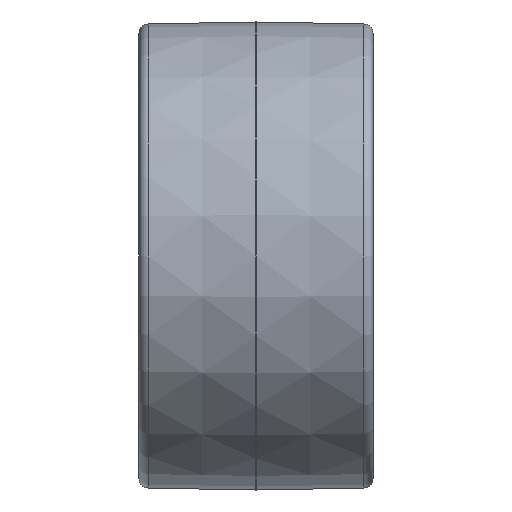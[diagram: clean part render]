
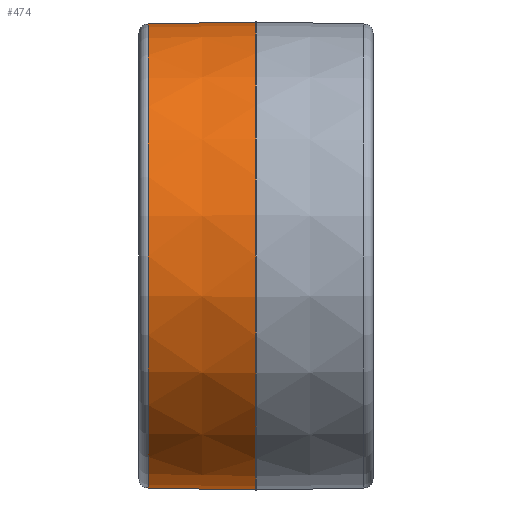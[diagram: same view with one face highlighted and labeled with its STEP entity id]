
A CAD part, left-side view. The second image highlights one B-rep face of the part: STEP entity #474.
In plain terms, the highlighted conical face has half-angle 1 degrees and reference radius 6.35 mm.
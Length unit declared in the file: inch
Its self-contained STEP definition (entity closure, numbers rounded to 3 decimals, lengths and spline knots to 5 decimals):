
#210 = CARTESIAN_POINT ( 'NONE',  ( 0., 0., 0.25 ) ) ;
#474 = ADVANCED_FACE ( 'NONE', ( #8986 ), #7091, .T. ) ;
#784 = VERTEX_POINT ( 'NONE', #32769 ) ;
#894 = DIRECTION ( 'NONE',  ( 0., -1., 0. ) ) ;
#1026 = DIRECTION ( 'NONE',  ( 0., -1., 0. ) ) ;
#1090 = DIRECTION ( 'NONE',  ( 0., 1., 0. ) ) ;
#1916 = AXIS2_PLACEMENT_3D ( 'NONE', #11208, #894, #26811 ) ;
#2666 = VECTOR ( 'NONE', #3316, 39.37008 ) ;
#3316 = DIRECTION ( 'NONE',  ( 0., -1., -0.017 ) ) ;
#4179 = EDGE_CURVE ( 'NONE', #12359, #784, #26179, .T. ) ;
#4471 = CARTESIAN_POINT ( 'NONE',  ( 0., 0.00017, 0.25 ) ) ;
#7091 = CONICAL_SURFACE ( 'NONE', #13038, 0.25, 0.017 ) ;
#7997 = DIRECTION ( 'NONE',  ( 0., -1., 0.017 ) ) ;
#8598 = EDGE_LOOP ( 'NONE', ( #11080, #25452, #28898, #31377 ) ) ;
#8986 = FACE_OUTER_BOUND ( 'NONE', #8598, .T. ) ;
#9207 = CARTESIAN_POINT ( 'NONE',  ( 0., 0.00017, 0. ) ) ;
#11080 = ORIENTED_EDGE ( 'NONE', *, *, #4179, .T. ) ;
#11208 = CARTESIAN_POINT ( 'NONE',  ( 0., 0.11517, 0. ) ) ;
#11242 = LINE ( 'NONE', #210, #30023 ) ;
#12359 = VERTEX_POINT ( 'NONE', #13550 ) ;
#13038 = AXIS2_PLACEMENT_3D ( 'NONE', #27105, #1026, #24221 ) ;
#13550 = CARTESIAN_POINT ( 'NONE',  ( 0., 0.11517, -0.24799 ) ) ;
#15568 = EDGE_CURVE ( 'NONE', #32500, #23056, #11242, .T. ) ;
#18685 = CIRCLE ( 'NONE', #1916, 0.24799 ) ;
#20603 = CIRCLE ( 'NONE', #33032, 0.25 ) ;
#23056 = VERTEX_POINT ( 'NONE', #4471 ) ;
#24221 = DIRECTION ( 'NONE',  ( 0., 0., 1. ) ) ;
#25166 = EDGE_CURVE ( 'NONE', #784, #23056, #20603, .T. ) ;
#25452 = ORIENTED_EDGE ( 'NONE', *, *, #25166, .T. ) ;
#26179 = LINE ( 'NONE', #26670, #2666 ) ;
#26670 = CARTESIAN_POINT ( 'NONE',  ( 0., 0., -0.25 ) ) ;
#26811 = DIRECTION ( 'NONE',  ( 0., 0., -1. ) ) ;
#27105 = CARTESIAN_POINT ( 'NONE',  ( 0., 0., 0. ) ) ;
#27497 = DIRECTION ( 'NONE',  ( 0., 0., -1. ) ) ;
#28898 = ORIENTED_EDGE ( 'NONE', *, *, #15568, .F. ) ;
#30023 = VECTOR ( 'NONE', #7997, 39.37008 ) ;
#31377 = ORIENTED_EDGE ( 'NONE', *, *, #32188, .T. ) ;
#32188 = EDGE_CURVE ( 'NONE', #32500, #12359, #18685, .T. ) ;
#32500 = VERTEX_POINT ( 'NONE', #33043 ) ;
#32769 = CARTESIAN_POINT ( 'NONE',  ( 0., 0.00017, -0.25 ) ) ;
#33032 = AXIS2_PLACEMENT_3D ( 'NONE', #9207, #1090, #27497 ) ;
#33043 = CARTESIAN_POINT ( 'NONE',  ( 0., 0.11517, 0.24799 ) ) ;
